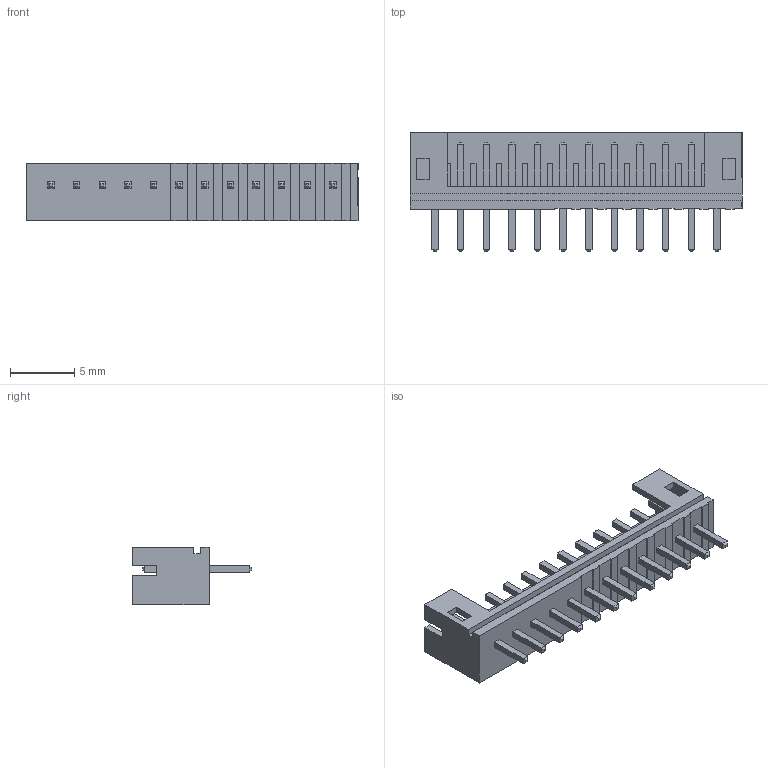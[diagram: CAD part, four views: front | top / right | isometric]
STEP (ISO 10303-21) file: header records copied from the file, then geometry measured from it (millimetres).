
FILE_DESCRIPTION (( 'STEP AP214' ), '1' );
FILE_NAME ('B553CBEA-20CD-4D67-A191-EF0126D5076D.STEP', '2023-08-10T06:36:06', ( '' ), ( '' ), 'SwSTEP 2.0', 'SolidWorks 2022', '' );
FILE_SCHEMA (( 'AUTOMOTIVE_DESIGN' ));
Length unit declared in the file: millimetre
Products named in the file (1): B553CBEA-20CD-4D67-A191-EF0126D5076D
Bounding box: 25.9 x 9.3 x 4.5 mm (x, y, z)
Volume: 279 mm3; surface area: 900.2 mm2
Topology: 1 solids, 1 shells, 328 faces, 816 edges, 512 vertices
Faces by surface type: plane 324, cylinder 4
Entity records: 11838 total; most frequent: CARTESIAN_POINT 1657, ORIENTED_EDGE 1632, DIRECTION 1482, EDGE_CURVE 816, VECTOR 808, LINE 808, VERTEX_POINT 512, EDGE_LOOP 354
